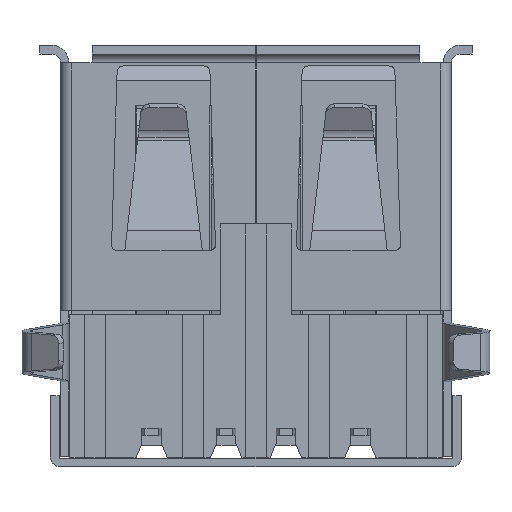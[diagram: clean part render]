
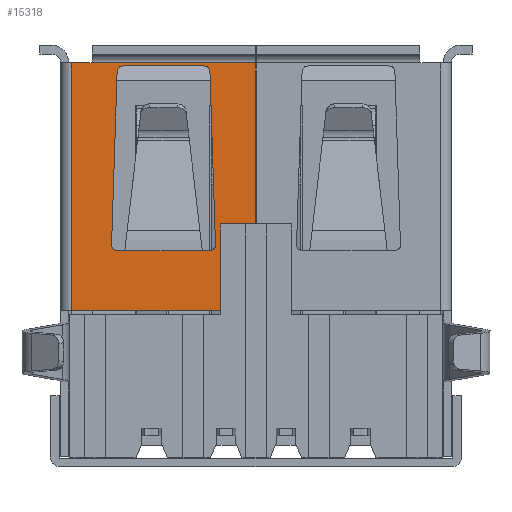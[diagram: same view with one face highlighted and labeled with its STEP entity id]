
A CAD part, front view. The second image highlights one B-rep face of the part: STEP entity #15318.
In plain terms, the highlighted planar face has unit normal (0, -1, 0).
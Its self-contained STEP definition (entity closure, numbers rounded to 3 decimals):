
#45=FACE_BOUND('',#1954,.T.);
#316=B_SPLINE_CURVE_WITH_KNOTS('',3,(#24103,#24104,#24105,#24106,#24107,
#24108,#24109,#24110,#24111),.UNSPECIFIED.,.F.,.F.,(4,1,1,1,1,1,4),(0.,
0.125,0.251,0.5,0.749,0.875,
1.),.UNSPECIFIED.);
#317=B_SPLINE_CURVE_WITH_KNOTS('',3,(#24115,#24116,#24117,#24118,#24119,
#24120,#24121,#24122,#24123),.UNSPECIFIED.,.F.,.F.,(4,1,1,1,1,1,4),(0.,
0.125,0.251,0.5,0.749,0.875,
1.),.UNSPECIFIED.);
#318=B_SPLINE_CURVE_WITH_KNOTS('',3,(#24127,#24128,#24129,#24130,#24131,
#24132,#24133,#24134,#24135),.UNSPECIFIED.,.F.,.F.,(4,1,1,1,1,1,4),(0.,
0.125,0.251,0.5,0.749,0.875,
1.),.UNSPECIFIED.);
#319=B_SPLINE_CURVE_WITH_KNOTS('',3,(#24139,#24140,#24141,#24142,#24143,
#24144,#24145,#24146,#24147),.UNSPECIFIED.,.F.,.F.,(4,1,1,1,1,1,4),(0.,
0.125,0.251,0.5,0.749,0.875,
1.),.UNSPECIFIED.);
#1146=FACE_OUTER_BOUND('',#1953,.T.);
#1953=EDGE_LOOP('',(#12382,#12383,#12384,#12385,#12386));
#1954=EDGE_LOOP('',(#12387,#12388,#12389,#12390,#12391,#12392,#12393,#12394,
#12395,#12396));
#3479=LINE('',#24061,#5328);
#3486=LINE('',#24093,#5335);
#3487=LINE('',#24095,#5336);
#3488=LINE('',#24097,#5337);
#3489=LINE('',#24098,#5338);
#3490=LINE('',#24101,#5339);
#3491=LINE('',#24113,#5340);
#3492=LINE('',#24125,#5341);
#3493=LINE('',#24137,#5342);
#3494=LINE('',#24149,#5343);
#3495=LINE('',#24150,#5344);
#5328=VECTOR('',#18588,1.);
#5335=VECTOR('',#18605,1.);
#5336=VECTOR('',#18606,1.);
#5337=VECTOR('',#18607,1.);
#5338=VECTOR('',#18608,1.);
#5339=VECTOR('',#18609,1.);
#5340=VECTOR('',#18610,1.);
#5341=VECTOR('',#18611,1.);
#5342=VECTOR('',#18612,1.);
#5343=VECTOR('',#18613,1.);
#5344=VECTOR('',#18614,1.);
#6875=VERTEX_POINT('',#24057);
#6877=VERTEX_POINT('',#24060);
#6887=VERTEX_POINT('',#24092);
#6888=VERTEX_POINT('',#24094);
#6889=VERTEX_POINT('',#24096);
#6890=VERTEX_POINT('',#24099);
#6891=VERTEX_POINT('',#24100);
#6892=VERTEX_POINT('',#24102);
#6893=VERTEX_POINT('',#24112);
#6894=VERTEX_POINT('',#24114);
#6895=VERTEX_POINT('',#24124);
#6896=VERTEX_POINT('',#24126);
#6897=VERTEX_POINT('',#24136);
#6898=VERTEX_POINT('',#24138);
#6899=VERTEX_POINT('',#24148);
#8795=EDGE_CURVE('',#6877,#6875,#3479,.T.);
#8806=EDGE_CURVE('',#6875,#6887,#3486,.T.);
#8807=EDGE_CURVE('',#6887,#6888,#3487,.T.);
#8808=EDGE_CURVE('',#6889,#6888,#3488,.T.);
#8809=EDGE_CURVE('',#6877,#6889,#3489,.T.);
#8810=EDGE_CURVE('',#6890,#6891,#3490,.T.);
#8811=EDGE_CURVE('',#6892,#6890,#316,.T.);
#8812=EDGE_CURVE('',#6893,#6892,#3491,.T.);
#8813=EDGE_CURVE('',#6894,#6893,#317,.T.);
#8814=EDGE_CURVE('',#6895,#6894,#3492,.T.);
#8815=EDGE_CURVE('',#6896,#6895,#318,.T.);
#8816=EDGE_CURVE('',#6897,#6896,#3493,.T.);
#8817=EDGE_CURVE('',#6898,#6897,#319,.T.);
#8818=EDGE_CURVE('',#6899,#6898,#3494,.T.);
#8819=EDGE_CURVE('',#6899,#6891,#3495,.T.);
#12382=ORIENTED_EDGE('',*,*,#8795,.T.);
#12383=ORIENTED_EDGE('',*,*,#8806,.T.);
#12384=ORIENTED_EDGE('',*,*,#8807,.T.);
#12385=ORIENTED_EDGE('',*,*,#8808,.F.);
#12386=ORIENTED_EDGE('',*,*,#8809,.F.);
#12387=ORIENTED_EDGE('',*,*,#8810,.F.);
#12388=ORIENTED_EDGE('',*,*,#8811,.F.);
#12389=ORIENTED_EDGE('',*,*,#8812,.F.);
#12390=ORIENTED_EDGE('',*,*,#8813,.F.);
#12391=ORIENTED_EDGE('',*,*,#8814,.F.);
#12392=ORIENTED_EDGE('',*,*,#8815,.F.);
#12393=ORIENTED_EDGE('',*,*,#8816,.F.);
#12394=ORIENTED_EDGE('',*,*,#8817,.F.);
#12395=ORIENTED_EDGE('',*,*,#8818,.F.);
#12396=ORIENTED_EDGE('',*,*,#8819,.T.);
#14647=PLANE('',#16157);
#15318=ADVANCED_FACE('',(#1146,#45),#14647,.T.);
#16157=AXIS2_PLACEMENT_3D('',#24091,#18603,#18604);
#18588=DIRECTION('',(1.,0.,0.));
#18603=DIRECTION('center_axis',(0.,-1.,0.));
#18604=DIRECTION('ref_axis',(1.,0.,0.));
#18605=DIRECTION('',(0.,0.,1.));
#18606=DIRECTION('',(-1.,0.,0.));
#18607=DIRECTION('',(1.,0.,0.));
#18608=DIRECTION('',(0.,0.,1.));
#18609=DIRECTION('',(1.,0.,0.));
#18610=DIRECTION('',(-0.032,0.,-0.999));
#18611=DIRECTION('',(-1.,0.,0.));
#18612=DIRECTION('',(-0.032,0.,0.999));
#18613=DIRECTION('',(1.,0.,0.));
#18614=DIRECTION('',(-1.,0.,0.));
#24057=CARTESIAN_POINT('',(-0.025,-3.97,-8.3));
#24060=CARTESIAN_POINT('',(-6.2,-3.97,-8.3));
#24061=CARTESIAN_POINT('',(0.,-3.97,-8.3));
#24091=CARTESIAN_POINT('Origin',(0.,-3.97,-8.3));
#24092=CARTESIAN_POINT('',(-0.025,-3.97,0.));
#24093=CARTESIAN_POINT('',(-0.025,-3.97,-8.3));
#24094=CARTESIAN_POINT('',(-5.5,-3.97,0.));
#24095=CARTESIAN_POINT('',(5.5,-3.97,0.));
#24096=CARTESIAN_POINT('',(-6.2,-3.97,0.));
#24097=CARTESIAN_POINT('',(0.,-3.97,0.));
#24098=CARTESIAN_POINT('',(-6.2,-3.97,-8.3));
#24099=CARTESIAN_POINT('',(-4.646,-3.97,-6.3));
#24100=CARTESIAN_POINT('',(-4.402,-3.97,-6.3));
#24101=CARTESIAN_POINT('',(-4.646,-3.97,-6.3));
#24102=CARTESIAN_POINT('',(-4.846,-3.97,-6.097));
#24103=CARTESIAN_POINT('Ctrl Pts',(-4.846,-3.97,-6.097));
#24104=CARTESIAN_POINT('Ctrl Pts',(-4.845,-3.97,-6.11));
#24105=CARTESIAN_POINT('Ctrl Pts',(-4.844,-3.97,-6.136));
#24106=CARTESIAN_POINT('Ctrl Pts',(-4.828,-3.97,-6.187));
#24107=CARTESIAN_POINT('Ctrl Pts',(-4.792,-3.97,-6.244));
#24108=CARTESIAN_POINT('Ctrl Pts',(-4.736,-3.97,-6.281));
#24109=CARTESIAN_POINT('Ctrl Pts',(-4.686,-3.97,-6.297));
#24110=CARTESIAN_POINT('Ctrl Pts',(-4.659,-3.97,-6.299));
#24111=CARTESIAN_POINT('Ctrl Pts',(-4.646,-3.97,-6.3));
#24112=CARTESIAN_POINT('',(-4.659,-3.97,-0.294));
#24113=CARTESIAN_POINT('',(-4.659,-3.97,-0.294));
#24114=CARTESIAN_POINT('',(-4.459,-3.97,-0.1));
#24115=CARTESIAN_POINT('Ctrl Pts',(-4.459,-3.97,-0.1));
#24116=CARTESIAN_POINT('Ctrl Pts',(-4.472,-3.97,-0.101));
#24117=CARTESIAN_POINT('Ctrl Pts',(-4.497,-3.97,-0.102));
#24118=CARTESIAN_POINT('Ctrl Pts',(-4.547,-3.97,-0.117));
#24119=CARTESIAN_POINT('Ctrl Pts',(-4.602,-3.97,-0.153));
#24120=CARTESIAN_POINT('Ctrl Pts',(-4.639,-3.97,-0.206));
#24121=CARTESIAN_POINT('Ctrl Pts',(-4.655,-3.97,-0.255));
#24122=CARTESIAN_POINT('Ctrl Pts',(-4.658,-3.97,-0.281));
#24123=CARTESIAN_POINT('Ctrl Pts',(-4.659,-3.97,-0.294));
#24124=CARTESIAN_POINT('',(-1.746,-3.97,-0.1));
#24125=CARTESIAN_POINT('',(-1.746,-3.97,-0.1));
#24126=CARTESIAN_POINT('',(-1.546,-3.97,-0.294));
#24127=CARTESIAN_POINT('Ctrl Pts',(-1.546,-3.97,-0.294));
#24128=CARTESIAN_POINT('Ctrl Pts',(-1.547,-3.97,-0.281));
#24129=CARTESIAN_POINT('Ctrl Pts',(-1.55,-3.97,-0.255));
#24130=CARTESIAN_POINT('Ctrl Pts',(-1.566,-3.97,-0.206));
#24131=CARTESIAN_POINT('Ctrl Pts',(-1.603,-3.97,-0.153));
#24132=CARTESIAN_POINT('Ctrl Pts',(-1.658,-3.97,-0.117));
#24133=CARTESIAN_POINT('Ctrl Pts',(-1.708,-3.97,-0.102));
#24134=CARTESIAN_POINT('Ctrl Pts',(-1.733,-3.97,-0.101));
#24135=CARTESIAN_POINT('Ctrl Pts',(-1.746,-3.97,-0.1));
#24136=CARTESIAN_POINT('',(-1.359,-3.97,-6.094));
#24137=CARTESIAN_POINT('',(-1.359,-3.97,-6.094));
#24138=CARTESIAN_POINT('',(-1.559,-3.97,-6.3));
#24139=CARTESIAN_POINT('Ctrl Pts',(-1.559,-3.97,-6.3));
#24140=CARTESIAN_POINT('Ctrl Pts',(-1.546,-3.97,-6.299));
#24141=CARTESIAN_POINT('Ctrl Pts',(-1.519,-3.97,-6.298));
#24142=CARTESIAN_POINT('Ctrl Pts',(-1.468,-3.97,-6.281));
#24143=CARTESIAN_POINT('Ctrl Pts',(-1.411,-3.97,-6.243));
#24144=CARTESIAN_POINT('Ctrl Pts',(-1.375,-3.97,-6.185));
#24145=CARTESIAN_POINT('Ctrl Pts',(-1.36,-3.97,-6.134));
#24146=CARTESIAN_POINT('Ctrl Pts',(-1.359,-3.97,-6.107));
#24147=CARTESIAN_POINT('Ctrl Pts',(-1.359,-3.97,-6.094));
#24148=CARTESIAN_POINT('',(-1.803,-3.97,-6.3));
#24149=CARTESIAN_POINT('',(-4.646,-3.97,-6.3));
#24150=CARTESIAN_POINT('',(-1.803,-3.97,-6.3));
